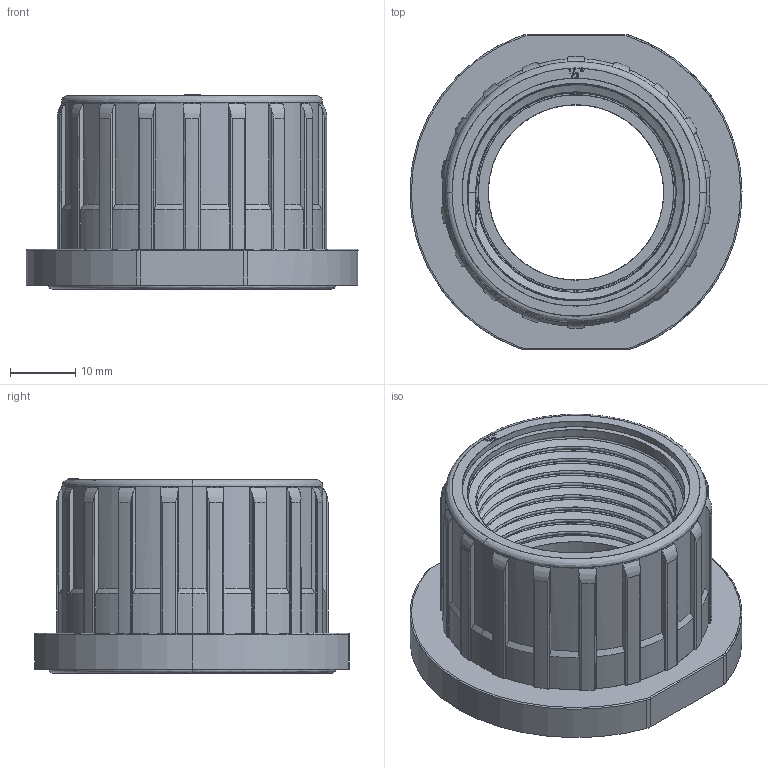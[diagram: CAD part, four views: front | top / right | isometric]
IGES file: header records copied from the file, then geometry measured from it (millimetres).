
Start section: SolidWorks IGES file using NURBS representation for surfaces
Global section: file name: 02612131100.IGS; native system: SolidWorks 2020; preprocessor: SolidWorks 2020; author: Fabio; date: 201017.092957; units: millimetre
Bounding box: 50.73 x 48.13 x 29.65 mm (x, y, z)
Surface area: 11117.9 mm2 (no closed solid volume)
Topology: 0 solids, 0 shells, 262 faces, 3119 edges, 3119 vertices
Faces by surface type: bspline 262
